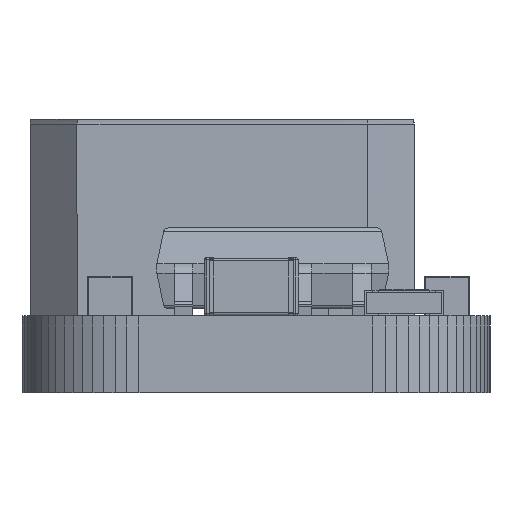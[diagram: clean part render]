
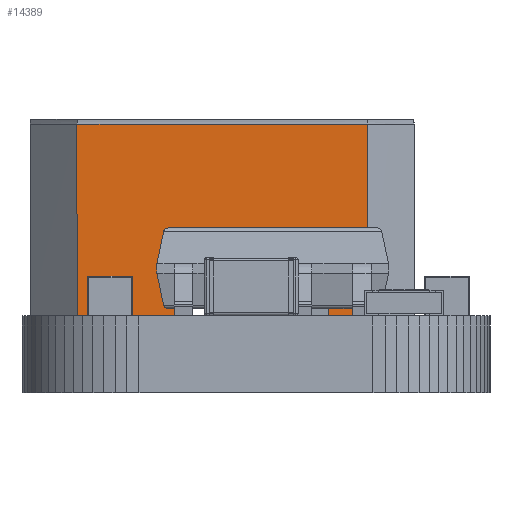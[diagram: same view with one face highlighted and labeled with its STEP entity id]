
A CAD part, left-side view. The second image highlights one B-rep face of the part: STEP entity #14389.
In plain terms, the highlighted face is planar.
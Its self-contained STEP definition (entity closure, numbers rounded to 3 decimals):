
#13074 = VERTEX_POINT('',#13075);
#13075 = CARTESIAN_POINT('',(3.101,4.1,4.098
    ));
#13099 = EDGE_CURVE('',#13074,#13100,#13102,.T.);
#13100 = VERTEX_POINT('',#13101);
#13101 = CARTESIAN_POINT('',(-3.104,4.1,4.096));
#13102 = B_SPLINE_CURVE_WITH_KNOTS('',3,(#13103,#13104,#13105,#13106),
  .UNSPECIFIED.,.F.,.F.,(4,4),(0.,1.),.PIECEWISE_BEZIER_KNOTS.);
#13103 = CARTESIAN_POINT('',(3.101,4.1,4.098
    ));
#13104 = CARTESIAN_POINT('',(1.032,4.1,4.103));
#13105 = CARTESIAN_POINT('',(-1.037,4.1,4.103));
#13106 = CARTESIAN_POINT('',(-3.104,4.1,4.096));
#14389 = ADVANCED_FACE('',(#14390),#14449,.F.);
#14390 = FACE_BOUND('',#14391,.F.);
#14391 = EDGE_LOOP('',(#14392,#14402,#14409,#14410,#14419,#14427,#14435,
    #14443));
#14392 = ORIENTED_EDGE('',*,*,#14393,.T.);
#14393 = EDGE_CURVE('',#14394,#14396,#14398,.T.);
#14394 = VERTEX_POINT('',#14395);
#14395 = CARTESIAN_POINT('',(-0.91,0.,4.103));
#14396 = VERTEX_POINT('',#14397);
#14397 = CARTESIAN_POINT('',(-3.103,0.,4.103));
#14398 = LINE('',#14399,#14400);
#14399 = CARTESIAN_POINT('',(-4.103,0.,4.103));
#14400 = VECTOR('',#14401,1.);
#14401 = DIRECTION('',(-1.,0.,-0.));
#14402 = ORIENTED_EDGE('',*,*,#14403,.T.);
#14403 = EDGE_CURVE('',#14396,#13100,#14404,.T.);
#14404 = B_SPLINE_CURVE_WITH_KNOTS('',3,(#14405,#14406,#14407,#14408),
  .UNSPECIFIED.,.F.,.F.,(4,4),(0.,1.),.PIECEWISE_BEZIER_KNOTS.);
#14405 = CARTESIAN_POINT('',(-3.103,0.,4.103));
#14406 = CARTESIAN_POINT('',(-3.104,1.367,
    4.102));
#14407 = CARTESIAN_POINT('',(-3.104,2.733,4.102
    ));
#14408 = CARTESIAN_POINT('',(-3.104,4.1,4.096));
#14409 = ORIENTED_EDGE('',*,*,#13099,.F.);
#14410 = ORIENTED_EDGE('',*,*,#14411,.T.);
#14411 = EDGE_CURVE('',#13074,#14412,#14414,.T.);
#14412 = VERTEX_POINT('',#14413);
#14413 = CARTESIAN_POINT('',(3.103,0.,4.103));
#14414 = B_SPLINE_CURVE_WITH_KNOTS('',3,(#14415,#14416,#14417,#14418),
  .UNSPECIFIED.,.F.,.F.,(4,4),(0.,1.),.PIECEWISE_BEZIER_KNOTS.);
#14415 = CARTESIAN_POINT('',(3.101,4.1,4.098
    ));
#14416 = CARTESIAN_POINT('',(3.102,2.733,
    4.104));
#14417 = CARTESIAN_POINT('',(3.103,1.367,
    4.103));
#14418 = CARTESIAN_POINT('',(3.103,0.,4.103));
#14419 = ORIENTED_EDGE('',*,*,#14420,.F.);
#14420 = EDGE_CURVE('',#14421,#14412,#14423,.T.);
#14421 = VERTEX_POINT('',#14422);
#14422 = CARTESIAN_POINT('',(2.263,0.,4.103));
#14423 = LINE('',#14424,#14425);
#14424 = CARTESIAN_POINT('',(4.103,0.,4.103));
#14425 = VECTOR('',#14426,1.);
#14426 = DIRECTION('',(1.,0.,-0.));
#14427 = ORIENTED_EDGE('',*,*,#14428,.T.);
#14428 = EDGE_CURVE('',#14421,#14429,#14431,.T.);
#14429 = VERTEX_POINT('',#14430);
#14430 = CARTESIAN_POINT('',(2.263,0.76,4.103));
#14431 = LINE('',#14432,#14433);
#14432 = CARTESIAN_POINT('',(2.263,4.1,4.103));
#14433 = VECTOR('',#14434,1.);
#14434 = DIRECTION('',(0.,1.,0.));
#14435 = ORIENTED_EDGE('',*,*,#14436,.T.);
#14436 = EDGE_CURVE('',#14429,#14437,#14439,.T.);
#14437 = VERTEX_POINT('',#14438);
#14438 = CARTESIAN_POINT('',(-0.91,0.76,4.103));
#14439 = LINE('',#14440,#14441);
#14440 = CARTESIAN_POINT('',(-4.103,0.76,4.103));
#14441 = VECTOR('',#14442,1.);
#14442 = DIRECTION('',(-1.,0.,-0.));
#14443 = ORIENTED_EDGE('',*,*,#14444,.T.);
#14444 = EDGE_CURVE('',#14437,#14394,#14445,.T.);
#14445 = LINE('',#14446,#14447);
#14446 = CARTESIAN_POINT('',(-0.91,4.1,4.103));
#14447 = VECTOR('',#14448,1.);
#14448 = DIRECTION('',(-0.,-1.,-0.));
#14449 = PLANE('',#14450);
#14450 = AXIS2_PLACEMENT_3D('',#14451,#14452,#14453);
#14451 = CARTESIAN_POINT('',(-4.103,4.1,4.103));
#14452 = DIRECTION('',(0.,0.,-1.));
#14453 = DIRECTION('',(-1.,0.,-0.));
